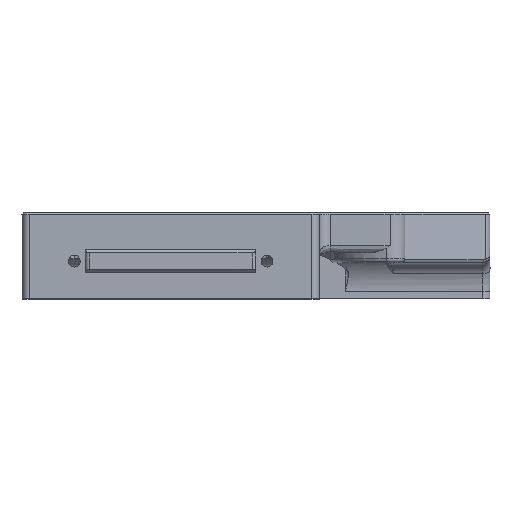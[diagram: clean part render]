
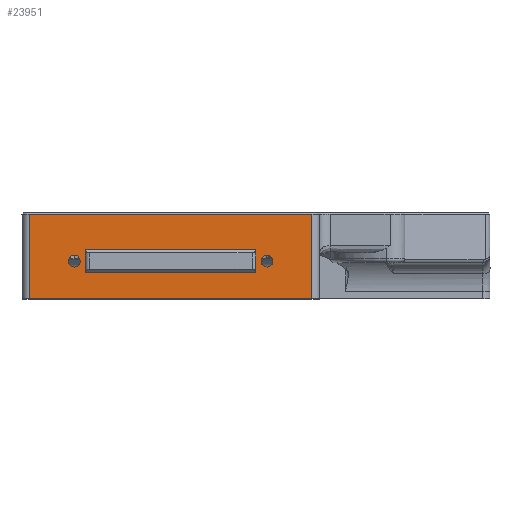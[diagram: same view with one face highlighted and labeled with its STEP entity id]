
A CAD part, top view. The second image highlights one B-rep face of the part: STEP entity #23951.
In plain terms, the highlighted planar face has unit normal (0, 0, 1).
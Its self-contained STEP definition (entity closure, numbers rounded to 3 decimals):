
#203 = EDGE_CURVE ( 'NONE', #16611, #22594, #18073, .T. ) ;
#324 = AXIS2_PLACEMENT_3D ( 'NONE', #14752, #16662, #15015 ) ;
#678 = ORIENTED_EDGE ( 'NONE', *, *, #23935, .F. ) ;
#901 = CARTESIAN_POINT ( 'NONE',  ( 155.201, -31., 210.096 ) ) ;
#953 = DIRECTION ( 'NONE',  ( 1., 0., 0. ) ) ;
#1094 = VECTOR ( 'NONE', #22173, 1000. ) ;
#1752 = CARTESIAN_POINT ( 'NONE',  ( 106.501, -28., 210.096 ) ) ;
#2028 = EDGE_CURVE ( 'NONE', #10353, #18942, #7104, .T. ) ;
#2551 = ORIENTED_EDGE ( 'NONE', *, *, #8264, .T. ) ;
#2600 = ORIENTED_EDGE ( 'NONE', *, *, #23183, .F. ) ;
#2880 = VECTOR ( 'NONE', #4421, 1000. ) ;
#2990 = CARTESIAN_POINT ( 'NONE',  ( 109.501, -25., 210.096 ) ) ;
#2998 = ORIENTED_EDGE ( 'NONE', *, *, #4606, .T. ) ;
#3059 = LINE ( 'NONE', #9367, #12196 ) ;
#3144 = CARTESIAN_POINT ( 'NONE',  ( 94.501, -15.4, 210.096 ) ) ;
#3530 = DIRECTION ( 'NONE',  ( 0., 0., -1. ) ) ;
#3792 = DIRECTION ( 'NONE',  ( 0., 0., -1. ) ) ;
#4084 = FACE_OUTER_BOUND ( 'NONE', #17647, .T. ) ;
#4346 = VECTOR ( 'NONE', #8696, 1000. ) ;
#4421 = DIRECTION ( 'NONE',  ( 1., 0., 0. ) ) ;
#4531 = ORIENTED_EDGE ( 'NONE', *, *, #2028, .T. ) ;
#4606 = EDGE_CURVE ( 'NONE', #20027, #4762, #21219, .T. ) ;
#4762 = VERTEX_POINT ( 'NONE', #14070 ) ;
#4793 = VECTOR ( 'NONE', #21716, 1000. ) ;
#5093 = AXIS2_PLACEMENT_3D ( 'NONE', #9894, #15896, #22195 ) ;
#5315 = CARTESIAN_POINT ( 'NONE',  ( 106.501, -28., 210.096 ) ) ;
#5591 = EDGE_CURVE ( 'NONE', #20790, #20027, #3059, .T. ) ;
#6145 = CARTESIAN_POINT ( 'NONE',  ( 170.201, -179.796, 210.096 ) ) ;
#6296 = CARTESIAN_POINT ( 'NONE',  ( 158.201, -26.4, 210.096 ) ) ;
#6820 = DIRECTION ( 'NONE',  ( 0., -1., 0. ) ) ;
#7104 = CIRCLE ( 'NONE', #21939, 1.6 ) ;
#7120 = VERTEX_POINT ( 'NONE', #11518 ) ;
#7617 = CIRCLE ( 'NONE', #24631, 1.6 ) ;
#7643 = DIRECTION ( 'NONE',  ( 0., -1., 0. ) ) ;
#7650 = CARTESIAN_POINT ( 'NONE',  ( 94.501, -179.796, 210.096 ) ) ;
#7778 = LINE ( 'NONE', #6145, #8229 ) ;
#7794 = LINE ( 'NONE', #7650, #19106 ) ;
#8229 = VECTOR ( 'NONE', #24715, 1000. ) ;
#8264 = EDGE_CURVE ( 'NONE', #22594, #7120, #7778, .T. ) ;
#8605 = FACE_BOUND ( 'NONE', #17809, .T. ) ;
#8696 = DIRECTION ( 'NONE',  ( 0., -1., 0. ) ) ;
#8800 = LINE ( 'NONE', #21224, #2880 ) ;
#9082 = ORIENTED_EDGE ( 'NONE', *, *, #14671, .T. ) ;
#9313 = ORIENTED_EDGE ( 'NONE', *, *, #5591, .T. ) ;
#9367 = CARTESIAN_POINT ( 'NONE',  ( 109.501, -31., 210.096 ) ) ;
#9477 = CARTESIAN_POINT ( 'NONE',  ( 109.501, -31., 210.096 ) ) ;
#9894 = CARTESIAN_POINT ( 'NONE',  ( 158.201, -28., 210.096 ) ) ;
#9987 = DIRECTION ( 'NONE',  ( 0., 1., 0. ) ) ;
#10275 = CARTESIAN_POINT ( 'NONE',  ( 94.501, -38., 210.096 ) ) ;
#10353 = VERTEX_POINT ( 'NONE', #25730 ) ;
#11518 = CARTESIAN_POINT ( 'NONE',  ( 170.201, -15.4, 210.096 ) ) ;
#11599 = EDGE_CURVE ( 'NONE', #24032, #14458, #7617, .T. ) ;
#11956 = ORIENTED_EDGE ( 'NONE', *, *, #16088, .T. ) ;
#12196 = VECTOR ( 'NONE', #21650, 1000. ) ;
#12837 = CARTESIAN_POINT ( 'NONE',  ( 158.201, -28., 210.096 ) ) ;
#13379 = CARTESIAN_POINT ( 'NONE',  ( 109.501, -25., 210.096 ) ) ;
#13910 = CIRCLE ( 'NONE', #17391, 1.6 ) ;
#13925 = EDGE_CURVE ( 'NONE', #14458, #24032, #13910, .T. ) ;
#14070 = CARTESIAN_POINT ( 'NONE',  ( 109.501, -25., 210.096 ) ) ;
#14355 = VECTOR ( 'NONE', #953, 1000. ) ;
#14439 = CARTESIAN_POINT ( 'NONE',  ( 155.201, -25., 210.096 ) ) ;
#14458 = VERTEX_POINT ( 'NONE', #21812 ) ;
#14671 = EDGE_CURVE ( 'NONE', #16427, #20790, #25222, .T. ) ;
#14752 = CARTESIAN_POINT ( 'NONE',  ( 170.201, -179.796, 210.096 ) ) ;
#15015 = DIRECTION ( 'NONE',  ( 0., 1., 0. ) ) ;
#15145 = CIRCLE ( 'NONE', #5093, 1.6 ) ;
#15896 = DIRECTION ( 'NONE',  ( 0., 0., -1. ) ) ;
#16088 = EDGE_CURVE ( 'NONE', #18942, #10353, #15145, .T. ) ;
#16266 = VERTEX_POINT ( 'NONE', #3144 ) ;
#16427 = VERTEX_POINT ( 'NONE', #17787 ) ;
#16611 = VERTEX_POINT ( 'NONE', #10275 ) ;
#16662 = DIRECTION ( 'NONE',  ( 0., 0., 1. ) ) ;
#17391 = AXIS2_PLACEMENT_3D ( 'NONE', #5315, #3530, #7643 ) ;
#17647 = EDGE_LOOP ( 'NONE', ( #678, #22285, #2551, #2600 ) ) ;
#17787 = CARTESIAN_POINT ( 'NONE',  ( 155.201, -25., 210.096 ) ) ;
#17809 = EDGE_LOOP ( 'NONE', ( #23522, #23034 ) ) ;
#17952 = EDGE_LOOP ( 'NONE', ( #9082, #9313, #2998, #24840 ) ) ;
#18073 = LINE ( 'NONE', #23806, #1094 ) ;
#18431 = DIRECTION ( 'NONE',  ( 0., -1., 0. ) ) ;
#18731 = FACE_BOUND ( 'NONE', #17952, .T. ) ;
#18942 = VERTEX_POINT ( 'NONE', #6296 ) ;
#19106 = VECTOR ( 'NONE', #9987, 1000. ) ;
#19131 = DIRECTION ( 'NONE',  ( 0., 0., -1. ) ) ;
#19249 = CARTESIAN_POINT ( 'NONE',  ( 106.501, -26.4, 210.096 ) ) ;
#20027 = VERTEX_POINT ( 'NONE', #9477 ) ;
#20295 = EDGE_LOOP ( 'NONE', ( #11956, #4531 ) ) ;
#20790 = VERTEX_POINT ( 'NONE', #901 ) ;
#21219 = LINE ( 'NONE', #13379, #4793 ) ;
#21224 = CARTESIAN_POINT ( 'NONE',  ( 170.201, -15.4, 210.096 ) ) ;
#21650 = DIRECTION ( 'NONE',  ( -1., 0., 0. ) ) ;
#21716 = DIRECTION ( 'NONE',  ( 0., 1., 0. ) ) ;
#21812 = CARTESIAN_POINT ( 'NONE',  ( 106.501, -29.6, 210.096 ) ) ;
#21939 = AXIS2_PLACEMENT_3D ( 'NONE', #12837, #19131, #6820 ) ;
#22173 = DIRECTION ( 'NONE',  ( 1., 0., 0. ) ) ;
#22195 = DIRECTION ( 'NONE',  ( 0., -1., 0. ) ) ;
#22285 = ORIENTED_EDGE ( 'NONE', *, *, #203, .T. ) ;
#22594 = VERTEX_POINT ( 'NONE', #23636 ) ;
#22947 = PLANE ( 'NONE',  #324 ) ;
#23034 = ORIENTED_EDGE ( 'NONE', *, *, #13925, .T. ) ;
#23183 = EDGE_CURVE ( 'NONE', #16266, #7120, #8800, .T. ) ;
#23346 = FACE_BOUND ( 'NONE', #20295, .T. ) ;
#23522 = ORIENTED_EDGE ( 'NONE', *, *, #11599, .T. ) ;
#23636 = CARTESIAN_POINT ( 'NONE',  ( 170.201, -38., 210.096 ) ) ;
#23806 = CARTESIAN_POINT ( 'NONE',  ( 170.201, -38., 210.096 ) ) ;
#23935 = EDGE_CURVE ( 'NONE', #16611, #16266, #7794, .T. ) ;
#23951 = ADVANCED_FACE ( 'NONE', ( #23346, #8605, #4084, #18731 ), #22947, .T. ) ;
#24032 = VERTEX_POINT ( 'NONE', #19249 ) ;
#24055 = LINE ( 'NONE', #2990, #14355 ) ;
#24631 = AXIS2_PLACEMENT_3D ( 'NONE', #1752, #3792, #18431 ) ;
#24715 = DIRECTION ( 'NONE',  ( 0., 1., 0. ) ) ;
#24840 = ORIENTED_EDGE ( 'NONE', *, *, #24941, .T. ) ;
#24941 = EDGE_CURVE ( 'NONE', #4762, #16427, #24055, .T. ) ;
#25222 = LINE ( 'NONE', #14439, #4346 ) ;
#25730 = CARTESIAN_POINT ( 'NONE',  ( 158.201, -29.6, 210.096 ) ) ;
